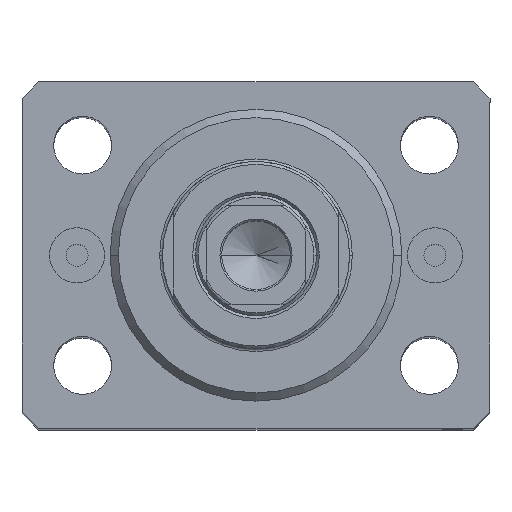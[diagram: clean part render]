
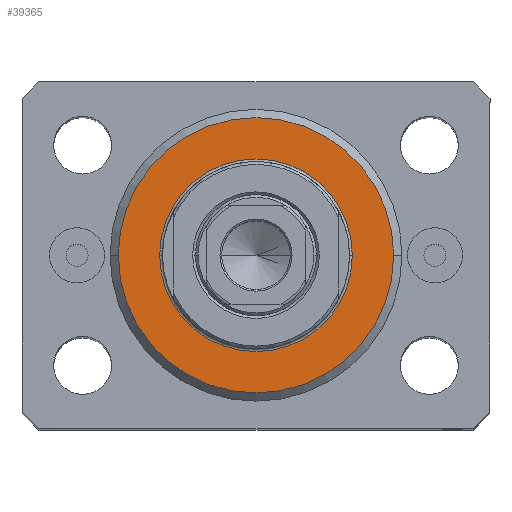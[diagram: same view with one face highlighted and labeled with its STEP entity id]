
A CAD part, top view. The second image highlights one B-rep face of the part: STEP entity #39365.
In plain terms, the highlighted face is planar.
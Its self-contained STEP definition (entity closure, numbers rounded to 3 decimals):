
#353 = ORIENTED_EDGE ( 'NONE', *, *, #17661, .T. ) ;
#1542 = DIRECTION ( 'NONE',  ( 0., 0., -1. ) ) ;
#2479 = ORIENTED_EDGE ( 'NONE', *, *, #17381, .T. ) ;
#4008 = CARTESIAN_POINT ( 'NONE',  ( 0., 0., 0. ) ) ;
#4827 = CIRCLE ( 'NONE', #29945, 25. ) ;
#5078 = ORIENTED_EDGE ( 'NONE', *, *, #5804, .T. ) ;
#5360 = CARTESIAN_POINT ( 'NONE',  ( 0., 0., 0. ) ) ;
#5493 = AXIS2_PLACEMENT_3D ( 'NONE', #21200, #9981, #27291 ) ;
#5804 = EDGE_CURVE ( 'NONE', #8691, #24178, #39364, .T. ) ;
#6997 = CARTESIAN_POINT ( 'NONE',  ( 0., 0., 0. ) ) ;
#7045 = DIRECTION ( 'NONE',  ( 1., 0., 0. ) ) ;
#7152 = CARTESIAN_POINT ( 'NONE',  ( 25., 0., 0. ) ) ;
#7434 = DIRECTION ( 'NONE',  ( 0., 0., -1. ) ) ;
#8691 = VERTEX_POINT ( 'NONE', #37816 ) ;
#9981 = DIRECTION ( 'NONE',  ( 0., 0., 1. ) ) ;
#11926 = CIRCLE ( 'NONE', #21281, 25. ) ;
#14847 = EDGE_LOOP ( 'NONE', ( #5078, #2479 ) ) ;
#17381 = EDGE_CURVE ( 'NONE', #24178, #8691, #32058, .T. ) ;
#17661 = EDGE_CURVE ( 'NONE', #30005, #30693, #11926, .T. ) ;
#18689 = ORIENTED_EDGE ( 'NONE', *, *, #20152, .T. ) ;
#20152 = EDGE_CURVE ( 'NONE', #30693, #30005, #4827, .T. ) ;
#21200 = CARTESIAN_POINT ( 'NONE',  ( 0., 0., 0. ) ) ;
#21281 = AXIS2_PLACEMENT_3D ( 'NONE', #6997, #7434, #27234 ) ;
#22052 = EDGE_LOOP ( 'NONE', ( #353, #18689 ) ) ;
#23907 = CARTESIAN_POINT ( 'NONE',  ( 0., 0., 0. ) ) ;
#24178 = VERTEX_POINT ( 'NONE', #28112 ) ;
#27234 = DIRECTION ( 'NONE',  ( 1., 0., 0. ) ) ;
#27291 = DIRECTION ( 'NONE',  ( 1., 0., 0. ) ) ;
#27840 = PLANE ( 'NONE',  #35729 ) ;
#28112 = CARTESIAN_POINT ( 'NONE',  ( -17.5, 0., 0. ) ) ;
#29412 = DIRECTION ( 'NONE',  ( 1., 0., 0. ) ) ;
#29422 = CARTESIAN_POINT ( 'NONE',  ( -25., 0., 0. ) ) ;
#29945 = AXIS2_PLACEMENT_3D ( 'NONE', #5360, #1542, #29412 ) ;
#30005 = VERTEX_POINT ( 'NONE', #7152 ) ;
#30693 = VERTEX_POINT ( 'NONE', #29422 ) ;
#30783 = FACE_BOUND ( 'NONE', #14847, .T. ) ;
#30999 = DIRECTION ( 'NONE',  ( 0., 0., 1. ) ) ;
#32058 = CIRCLE ( 'NONE', #5493, 17.5 ) ;
#32181 = AXIS2_PLACEMENT_3D ( 'NONE', #23907, #37829, #7045 ) ;
#35729 = AXIS2_PLACEMENT_3D ( 'NONE', #4008, #30999, #41560 ) ;
#37816 = CARTESIAN_POINT ( 'NONE',  ( 17.5, 0., 0. ) ) ;
#37829 = DIRECTION ( 'NONE',  ( 0., 0., 1. ) ) ;
#38618 = FACE_OUTER_BOUND ( 'NONE', #22052, .T. ) ;
#39364 = CIRCLE ( 'NONE', #32181, 17.5 ) ;
#39365 = ADVANCED_FACE ( 'NONE', ( #30783, #38618 ), #27840, .F. ) ;
#41560 = DIRECTION ( 'NONE',  ( 1., 0., 0. ) ) ;
